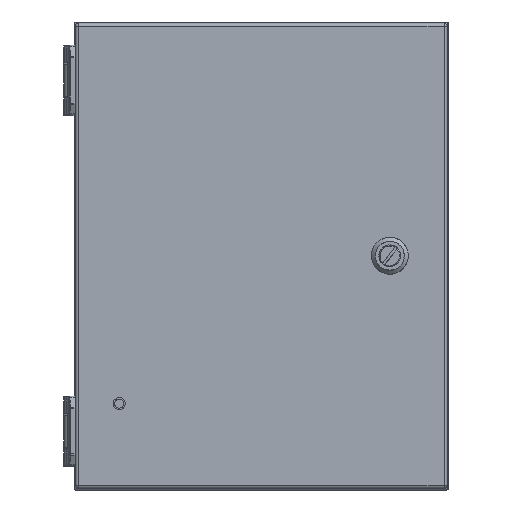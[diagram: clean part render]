
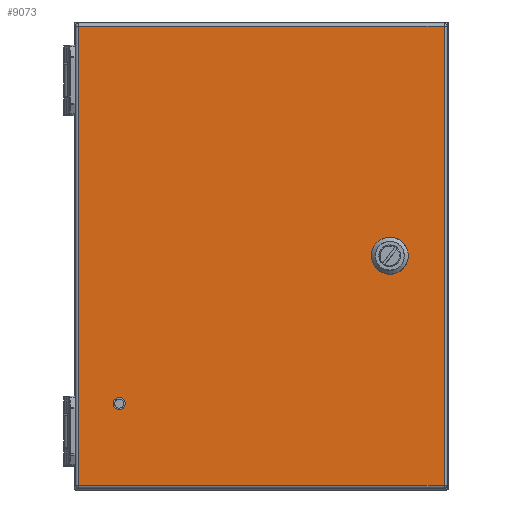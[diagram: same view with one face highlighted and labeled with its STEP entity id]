
A CAD part, top view. The second image highlights one B-rep face of the part: STEP entity #9073.
In plain terms, the highlighted planar face has unit normal (0, 0, 1).
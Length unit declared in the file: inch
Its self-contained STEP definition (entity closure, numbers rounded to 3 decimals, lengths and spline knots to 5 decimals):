
#14 = ORIENTED_EDGE ( 'NONE', *, *, #3621, .F. ) ;
#288 = EDGE_CURVE ( 'NONE', #4939, #4939, #48946, .T. ) ;
#363 = CARTESIAN_POINT ( 'NONE',  ( 2.44392, -0.08845, 4.18673 ) ) ;
#825 = VERTEX_POINT ( 'NONE', #2067 ) ;
#919 = CARTESIAN_POINT ( 'NONE',  ( 2.44392, 0.08845, 4.18673 ) ) ;
#2067 = CARTESIAN_POINT ( 'NONE',  ( -3.91055, -4.91, 4.18673 ) ) ;
#2171 = VECTOR ( 'NONE', #52930, 39.37008 ) ;
#2486 = EDGE_CURVE ( 'NONE', #41069, #19936, #40171, .T. ) ;
#2855 = VERTEX_POINT ( 'NONE', #363 ) ;
#3492 = DIRECTION ( 'NONE',  ( 1., 0., 0. ) ) ;
#3621 = EDGE_CURVE ( 'NONE', #15503, #2855, #20447, .T. ) ;
#3757 = CARTESIAN_POINT ( 'NONE',  ( 3.96945, -4.91, 4.18673 ) ) ;
#3867 = DIRECTION ( 'NONE',  ( 0., 0., 1. ) ) ;
#4133 = ORIENTED_EDGE ( 'NONE', *, *, #23219, .F. ) ;
#4458 = DIRECTION ( 'NONE',  ( 0., 1., 0. ) ) ;
#4869 = EDGE_LOOP ( 'NONE', ( #14, #38999, #48433, #50323, #4133, #19628, #34787, #50144 ) ) ;
#4939 = VERTEX_POINT ( 'NONE', #27001 ) ;
#5912 = DIRECTION ( 'NONE',  ( 0., 0., 1. ) ) ;
#6943 = DIRECTION ( 'NONE',  ( 1., 0., 0. ) ) ;
#7242 = EDGE_CURVE ( 'NONE', #825, #52555, #42084, .T. ) ;
#7399 = DIRECTION ( 'NONE',  ( 0., 0., 1. ) ) ;
#8473 = EDGE_CURVE ( 'NONE', #21101, #19936, #19040, .T. ) ;
#8742 = VECTOR ( 'NONE', #4458, 39.37008 ) ;
#9073 = ADVANCED_FACE ( 'NONE', ( #20108, #49564, #11814 ), #28390, .T. ) ;
#9096 = EDGE_LOOP ( 'NONE', ( #39738 ) ) ;
#9372 = LINE ( 'NONE', #13258, #16403 ) ;
#9931 = DIRECTION ( 'NONE',  ( 0., 0., 1. ) ) ;
#10122 = ORIENTED_EDGE ( 'NONE', *, *, #21484, .T. ) ;
#10736 = LINE ( 'NONE', #44419, #43447 ) ;
#11814 = FACE_OUTER_BOUND ( 'NONE', #44679, .T. ) ;
#12668 = EDGE_CURVE ( 'NONE', #15503, #31456, #30113, .T. ) ;
#12865 = VERTEX_POINT ( 'NONE', #18177 ) ;
#13100 = VECTOR ( 'NONE', #38009, 39.37008 ) ;
#13258 = CARTESIAN_POINT ( 'NONE',  ( -3.97055, 4.91, 4.18673 ) ) ;
#14055 = VECTOR ( 'NONE', #46904, 39.37008 ) ;
#14789 = DIRECTION ( 'NONE',  ( -0.707, -0.707, 0. ) ) ;
#15503 = VERTEX_POINT ( 'NONE', #919 ) ;
#15510 = DIRECTION ( 'NONE',  ( 1., 0., 0. ) ) ;
#16166 = CARTESIAN_POINT ( 'NONE',  ( 3.05899, -0.08845, 4.18673 ) ) ;
#16403 = VECTOR ( 'NONE', #51800, 39.37008 ) ;
#16591 = LINE ( 'NONE', #49920, #8742 ) ;
#16809 = DIRECTION ( 'NONE',  ( 1., 0., 0. ) ) ;
#17067 = VERTEX_POINT ( 'NONE', #49259 ) ;
#18177 = CARTESIAN_POINT ( 'NONE',  ( -3.91055, 4.91, 4.18673 ) ) ;
#19040 = CIRCLE ( 'NONE', #40173, 0.32 ) ;
#19235 = CARTESIAN_POINT ( 'NONE',  ( 2.66301, -0.30753, 4.18673 ) ) ;
#19386 = LINE ( 'NONE', #49365, #2171 ) ;
#19628 = ORIENTED_EDGE ( 'NONE', *, *, #2486, .T. ) ;
#19936 = VERTEX_POINT ( 'NONE', #35245 ) ;
#20108 = FACE_BOUND ( 'NONE', #4869, .T. ) ;
#20288 = CARTESIAN_POINT ( 'NONE',  ( 2.8399, 0.30753, 4.18673 ) ) ;
#20447 = CIRCLE ( 'NONE', #42480, 0.32 ) ;
#20813 = AXIS2_PLACEMENT_3D ( 'NONE', #45230, #3867, #16809 ) ;
#21101 = VERTEX_POINT ( 'NONE', #19235 ) ;
#21484 = EDGE_CURVE ( 'NONE', #12865, #825, #10736, .T. ) ;
#22917 = DIRECTION ( 'NONE',  ( 1., 0., 0. ) ) ;
#23219 = EDGE_CURVE ( 'NONE', #41069, #17067, #26643, .T. ) ;
#23691 = DIRECTION ( 'NONE',  ( 1., 0., 0. ) ) ;
#23974 = AXIS2_PLACEMENT_3D ( 'NONE', #39473, #9931, #22917 ) ;
#24325 = CARTESIAN_POINT ( 'NONE',  ( 2.66301, 0.30753, 4.18673 ) ) ;
#24563 = CARTESIAN_POINT ( 'NONE',  ( 2.75145, 0., 4.18673 ) ) ;
#26234 = EDGE_CURVE ( 'NONE', #51206, #31456, #39868, .T. ) ;
#26643 = CIRCLE ( 'NONE', #23974, 0.32 ) ;
#26653 = VECTOR ( 'NONE', #14789, 39.37008 ) ;
#27001 = CARTESIAN_POINT ( 'NONE',  ( -2.9375, -3.16, 4.18673 ) ) ;
#28390 = PLANE ( 'NONE',  #41986 ) ;
#29185 = AXIS2_PLACEMENT_3D ( 'NONE', #49112, #39810, #15510 ) ;
#30113 = LINE ( 'NONE', #37855, #14055 ) ;
#31443 = DIRECTION ( 'NONE',  ( 0., -1., 0. ) ) ;
#31456 = VERTEX_POINT ( 'NONE', #24325 ) ;
#32235 = EDGE_CURVE ( 'NONE', #21101, #2855, #33335, .T. ) ;
#33061 = ORIENTED_EDGE ( 'NONE', *, *, #33653, .T. ) ;
#33335 = LINE ( 'NONE', #50905, #13100 ) ;
#33432 = ORIENTED_EDGE ( 'NONE', *, *, #7242, .T. ) ;
#33653 = EDGE_CURVE ( 'NONE', #52555, #51908, #16591, .T. ) ;
#34787 = ORIENTED_EDGE ( 'NONE', *, *, #8473, .F. ) ;
#35245 = CARTESIAN_POINT ( 'NONE',  ( 2.8399, -0.30753, 4.18673 ) ) ;
#35947 = CARTESIAN_POINT ( 'NONE',  ( 2.75145, 0., 4.18673 ) ) ;
#36686 = VECTOR ( 'NONE', #3492, 39.37008 ) ;
#37855 = CARTESIAN_POINT ( 'NONE',  ( 1.17746, -1.17801, 4.18673 ) ) ;
#38009 = DIRECTION ( 'NONE',  ( -0.707, 0.707, 0. ) ) ;
#38999 = ORIENTED_EDGE ( 'NONE', *, *, #12668, .T. ) ;
#39473 = CARTESIAN_POINT ( 'NONE',  ( 2.75145, 0., 4.18673 ) ) ;
#39738 = ORIENTED_EDGE ( 'NONE', *, *, #288, .F. ) ;
#39810 = DIRECTION ( 'NONE',  ( 0., 0., 1. ) ) ;
#39868 = CIRCLE ( 'NONE', #29185, 0.32 ) ;
#40171 = LINE ( 'NONE', #44591, #26653 ) ;
#40173 = AXIS2_PLACEMENT_3D ( 'NONE', #24563, #41407, #6943 ) ;
#41069 = VERTEX_POINT ( 'NONE', #16166 ) ;
#41407 = DIRECTION ( 'NONE',  ( 0., 0., 1. ) ) ;
#41986 = AXIS2_PLACEMENT_3D ( 'NONE', #45201, #7399, #23691 ) ;
#42084 = LINE ( 'NONE', #3757, #36686 ) ;
#42430 = EDGE_CURVE ( 'NONE', #51206, #17067, #19386, .T. ) ;
#42480 = AXIS2_PLACEMENT_3D ( 'NONE', #35947, #5912, #44253 ) ;
#42687 = CARTESIAN_POINT ( 'NONE',  ( 3.90945, 4.91, 4.18673 ) ) ;
#43447 = VECTOR ( 'NONE', #31443, 39.37008 ) ;
#44253 = DIRECTION ( 'NONE',  ( 1., 0., 0. ) ) ;
#44419 = CARTESIAN_POINT ( 'NONE',  ( -3.91055, -4.97, 4.18673 ) ) ;
#44591 = CARTESIAN_POINT ( 'NONE',  ( 1.57344, -1.57399, 4.18673 ) ) ;
#44679 = EDGE_LOOP ( 'NONE', ( #33061, #45106, #10122, #33432 ) ) ;
#45106 = ORIENTED_EDGE ( 'NONE', *, *, #53227, .T. ) ;
#45201 = CARTESIAN_POINT ( 'NONE',  ( -0.00055, 0., 4.18673 ) ) ;
#45230 = CARTESIAN_POINT ( 'NONE',  ( -3.03555, -3.16, 4.18673 ) ) ;
#46904 = DIRECTION ( 'NONE',  ( 0.707, 0.707, 0. ) ) ;
#48433 = ORIENTED_EDGE ( 'NONE', *, *, #26234, .F. ) ;
#48946 = CIRCLE ( 'NONE', #20813, 0.09805 ) ;
#49112 = CARTESIAN_POINT ( 'NONE',  ( 2.75145, 0., 4.18673 ) ) ;
#49259 = CARTESIAN_POINT ( 'NONE',  ( 3.05899, 0.08845, 4.18673 ) ) ;
#49365 = CARTESIAN_POINT ( 'NONE',  ( 1.57344, 1.57399, 4.18673 ) ) ;
#49564 = FACE_BOUND ( 'NONE', #9096, .T. ) ;
#49920 = CARTESIAN_POINT ( 'NONE',  ( 3.90945, 4.97, 4.18673 ) ) ;
#50144 = ORIENTED_EDGE ( 'NONE', *, *, #32235, .T. ) ;
#50323 = ORIENTED_EDGE ( 'NONE', *, *, #42430, .T. ) ;
#50905 = CARTESIAN_POINT ( 'NONE',  ( 1.17746, 1.17801, 4.18673 ) ) ;
#51206 = VERTEX_POINT ( 'NONE', #20288 ) ;
#51707 = CARTESIAN_POINT ( 'NONE',  ( 3.90945, -4.91, 4.18673 ) ) ;
#51800 = DIRECTION ( 'NONE',  ( -1., 0., 0. ) ) ;
#51908 = VERTEX_POINT ( 'NONE', #42687 ) ;
#52555 = VERTEX_POINT ( 'NONE', #51707 ) ;
#52930 = DIRECTION ( 'NONE',  ( 0.707, -0.707, 0. ) ) ;
#53227 = EDGE_CURVE ( 'NONE', #51908, #12865, #9372, .T. ) ;
